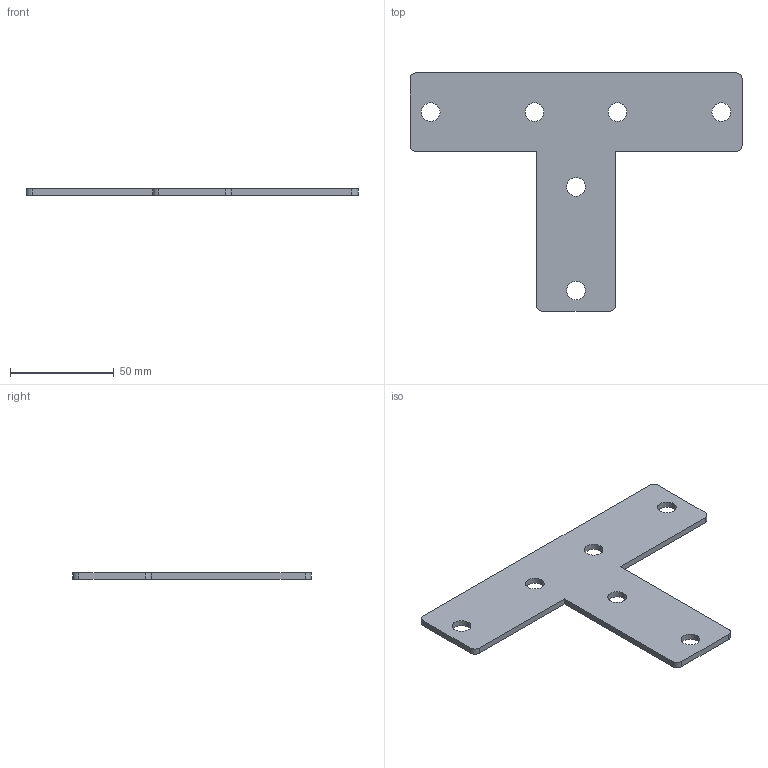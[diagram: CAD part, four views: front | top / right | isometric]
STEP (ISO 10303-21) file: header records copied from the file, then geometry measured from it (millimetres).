
FILE_DESCRIPTION(('Creo Elements/Direct Modeling STEP Export'),'2;1');
FILE_NAME('44.0170.2_T-Platte-MMS-44_3mm-chem-vernickelt.stp','2022-03-21T 8:57:03',(''),(''),'PTC Creo Elements/Direct Modeling STEP processor for AP214 (Solid Model)','PTC Creo Elements/Direct Modeling 19.0C 15-Aug-2015 (C) Parametric Technology GmbH','');
FILE_SCHEMA(('AUTOMOTIVE_DESIGN { 1 0 10303 214 1 1 1 1 }'));
Length unit declared in the file: millimetre
Products named in the file (2): T-Platte-MMS-44_3mm-chem-vernickelt_44.0170.2_PX173064
Assembly tree (1 placements, depth 2):
  T-Platte-MMS-44_3mm-chem-vernickelt_44.0170.2_PX173064
    T-Platte-MMS-44_3mm-chem-vernickelt_44.0170.2_PX173064
Bounding box: 160 x 115 x 3 mm (x, y, z)
Volume: 25838.1 mm3; surface area: 19361.2 mm2
Topology: 1 solids, 1 shells, 28 faces, 78 edges, 52 vertices
Faces by surface type: cylinder 18, plane 10
Entity records: 927 total; most frequent: ORIENTED_EDGE 156, DIRECTION 150, CARTESIAN_POINT 148, EDGE_CURVE 78, AXIS2_PLACEMENT_3D 54, VERTEX_POINT 52, VECTOR 42, LINE 42
